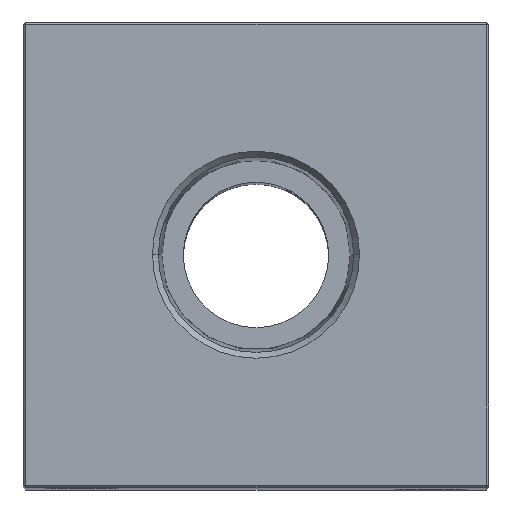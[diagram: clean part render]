
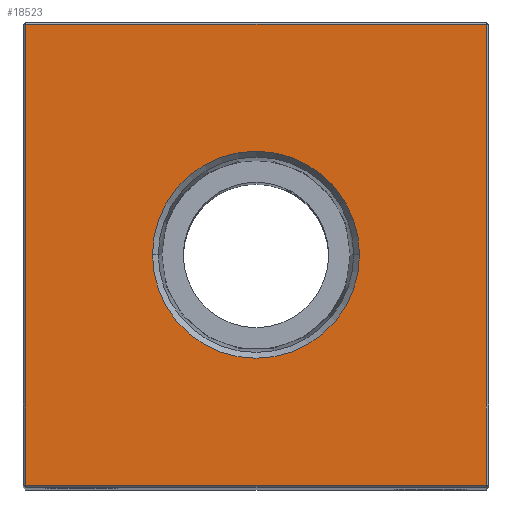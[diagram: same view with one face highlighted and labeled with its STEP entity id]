
A CAD part, top view. The second image highlights one B-rep face of the part: STEP entity #18523.
In plain terms, the highlighted planar face has unit normal (0, 0, 1).
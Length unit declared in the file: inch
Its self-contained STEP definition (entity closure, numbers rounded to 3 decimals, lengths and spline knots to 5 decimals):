
#43 = CARTESIAN_POINT ( 'NONE',  ( 0., -0.99, 6.25 ) ) ;
#336 = CIRCLE ( 'NONE', #18816, 0.44487 ) ;
#1328 = EDGE_LOOP ( 'NONE', ( #26120, #28798, #23803, #18828 ) ) ;
#1505 = EDGE_LOOP ( 'NONE', ( #28970, #11489 ) ) ;
#1814 = AXIS2_PLACEMENT_3D ( 'NONE', #32825, #10092, #20063 ) ;
#3775 = LINE ( 'NONE', #13911, #25808 ) ;
#5992 = PLANE ( 'NONE',  #26618 ) ;
#7294 = EDGE_CURVE ( 'NONE', #15142, #18079, #22703, .T. ) ;
#8073 = EDGE_CURVE ( 'NONE', #13190, #15142, #3775, .T. ) ;
#8735 = VERTEX_POINT ( 'NONE', #9894 ) ;
#8772 = CARTESIAN_POINT ( 'NONE',  ( 0., 0.99, 6.25 ) ) ;
#8826 = CARTESIAN_POINT ( 'NONE',  ( 0., 0., 6.25 ) ) ;
#9121 = DIRECTION ( 'NONE',  ( 1., 0., 0. ) ) ;
#9894 = CARTESIAN_POINT ( 'NONE',  ( -0.44487, 0., 6.25 ) ) ;
#10092 = DIRECTION ( 'NONE',  ( 0., 0., 1. ) ) ;
#10212 = DIRECTION ( 'NONE',  ( 1., 0., 0. ) ) ;
#10935 = CARTESIAN_POINT ( 'NONE',  ( 0.44487, 0., 6.25 ) ) ;
#11489 = ORIENTED_EDGE ( 'NONE', *, *, #23790, .F. ) ;
#11797 = EDGE_CURVE ( 'NONE', #19535, #13190, #31470, .T. ) ;
#12370 = EDGE_CURVE ( 'NONE', #13868, #8735, #16132, .T. ) ;
#12569 = LINE ( 'NONE', #22552, #18976 ) ;
#13190 = VERTEX_POINT ( 'NONE', #14666 ) ;
#13868 = VERTEX_POINT ( 'NONE', #10935 ) ;
#13911 = CARTESIAN_POINT ( 'NONE',  ( -0.99, 0., 6.25 ) ) ;
#14666 = CARTESIAN_POINT ( 'NONE',  ( -0.99, 0.99, 6.25 ) ) ;
#14896 = EDGE_CURVE ( 'NONE', #18079, #19535, #12569, .T. ) ;
#15142 = VERTEX_POINT ( 'NONE', #15963 ) ;
#15186 = VECTOR ( 'NONE', #10212, 39.37008 ) ;
#15963 = CARTESIAN_POINT ( 'NONE',  ( -0.99, -0.99, 6.25 ) ) ;
#16132 = CIRCLE ( 'NONE', #1814, 0.44487 ) ;
#18079 = VERTEX_POINT ( 'NONE', #29774 ) ;
#18513 = FACE_OUTER_BOUND ( 'NONE', #1328, .T. ) ;
#18523 = ADVANCED_FACE ( 'NONE', ( #18513, #28640 ), #5992, .F. ) ;
#18778 = DIRECTION ( 'NONE',  ( -1., 0., 0. ) ) ;
#18816 = AXIS2_PLACEMENT_3D ( 'NONE', #21592, #31823, #9121 ) ;
#18828 = ORIENTED_EDGE ( 'NONE', *, *, #11797, .T. ) ;
#18835 = DIRECTION ( 'NONE',  ( 0., 0., -1. ) ) ;
#18976 = VECTOR ( 'NONE', #32801, 39.37008 ) ;
#19535 = VERTEX_POINT ( 'NONE', #29115 ) ;
#20063 = DIRECTION ( 'NONE',  ( 1., 0., 0. ) ) ;
#21592 = CARTESIAN_POINT ( 'NONE',  ( 0., 0., 6.25 ) ) ;
#22552 = CARTESIAN_POINT ( 'NONE',  ( 0.99, 0., 6.25 ) ) ;
#22703 = LINE ( 'NONE', #43, #15186 ) ;
#23790 = EDGE_CURVE ( 'NONE', #8735, #13868, #336, .T. ) ;
#23803 = ORIENTED_EDGE ( 'NONE', *, *, #14896, .T. ) ;
#23925 = DIRECTION ( 'NONE',  ( 0., -1., 0. ) ) ;
#25313 = VECTOR ( 'NONE', #18778, 39.37008 ) ;
#25808 = VECTOR ( 'NONE', #23925, 39.37008 ) ;
#26120 = ORIENTED_EDGE ( 'NONE', *, *, #8073, .T. ) ;
#26618 = AXIS2_PLACEMENT_3D ( 'NONE', #8826, #18835, #28976 ) ;
#28640 = FACE_BOUND ( 'NONE', #1505, .T. ) ;
#28798 = ORIENTED_EDGE ( 'NONE', *, *, #7294, .T. ) ;
#28970 = ORIENTED_EDGE ( 'NONE', *, *, #12370, .F. ) ;
#28976 = DIRECTION ( 'NONE',  ( -1., 0., 0. ) ) ;
#29115 = CARTESIAN_POINT ( 'NONE',  ( 0.99, 0.99, 6.25 ) ) ;
#29774 = CARTESIAN_POINT ( 'NONE',  ( 0.99, -0.99, 6.25 ) ) ;
#31470 = LINE ( 'NONE', #8772, #25313 ) ;
#31823 = DIRECTION ( 'NONE',  ( 0., 0., 1. ) ) ;
#32801 = DIRECTION ( 'NONE',  ( 0., 1., 0. ) ) ;
#32825 = CARTESIAN_POINT ( 'NONE',  ( 0., 0., 6.25 ) ) ;
